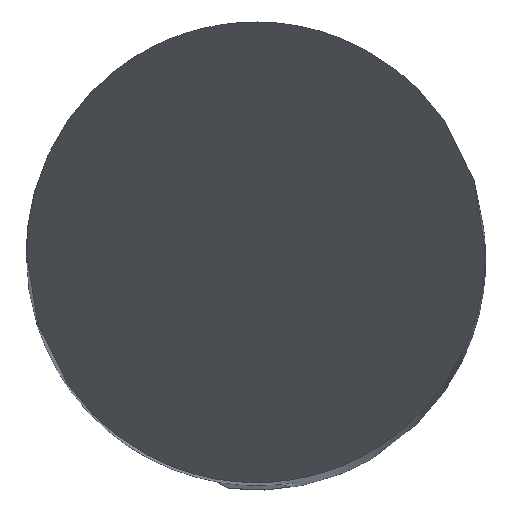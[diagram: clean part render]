
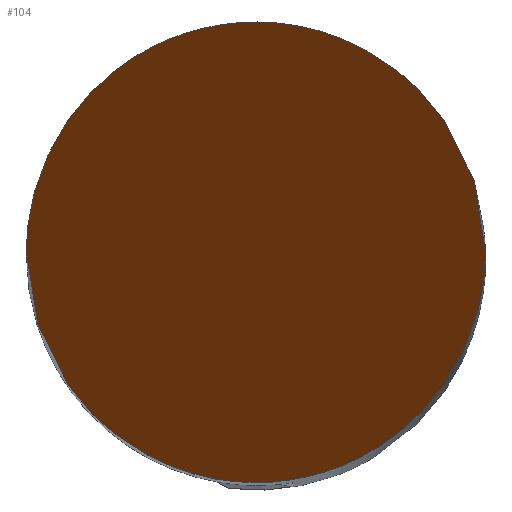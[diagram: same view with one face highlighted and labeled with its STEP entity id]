
A CAD part, top view. The second image highlights one B-rep face of the part: STEP entity #104.
In plain terms, the highlighted planar face has unit normal (0, -0.866, 0.5).
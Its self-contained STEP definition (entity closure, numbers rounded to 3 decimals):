
#54=PLANE('',#500);
#104=ADVANCED_FACE('',(#132),#54,.T.);
#132=FACE_OUTER_BOUND('',#157,.T.);
#157=EDGE_LOOP('',(#261,#262));
#261=ORIENTED_EDGE('',*,*,#402,.T.);
#262=ORIENTED_EDGE('',*,*,#365,.T.);
#325=VERTEX_POINT('',#674);
#326=VERTEX_POINT('',#675);
#365=EDGE_CURVE('',#325,#326,#443,.T.);
#402=EDGE_CURVE('',#326,#325,#449,.T.);
#443=(
BOUNDED_CURVE()
B_SPLINE_CURVE(3,(#670,#671,#672,#673),.UNSPECIFIED.,.F.,.F.)
B_SPLINE_CURVE_WITH_KNOTS((4,4),(0.,1.),.UNSPECIFIED.)
CURVE()
GEOMETRIC_REPRESENTATION_ITEM()
RATIONAL_B_SPLINE_CURVE((1.,0.333,0.333,1.))
REPRESENTATION_ITEM('')
);
#449=(
BOUNDED_CURVE()
B_SPLINE_CURVE(3,(#900,#901,#902,#903),.UNSPECIFIED.,.F.,.F.)
B_SPLINE_CURVE_WITH_KNOTS((4,4),(0.,1.),.UNSPECIFIED.)
CURVE()
GEOMETRIC_REPRESENTATION_ITEM()
RATIONAL_B_SPLINE_CURVE((1.,0.333,0.333,1.))
REPRESENTATION_ITEM('')
);
#500=AXIS2_PLACEMENT_3D('',#937,#558,#559);
#558=DIRECTION('',(0.,-0.866,0.5));
#559=DIRECTION('',(0.,0.5,0.866));
#670=CARTESIAN_POINT('',(2.5,0.,0.));
#671=CARTESIAN_POINT('',(2.5,5.,8.66));
#672=CARTESIAN_POINT('',(-2.5,5.,8.66));
#673=CARTESIAN_POINT('',(-2.5,0.,0.));
#674=CARTESIAN_POINT('',(2.5,0.,0.));
#675=CARTESIAN_POINT('',(-2.5,0.,0.));
#900=CARTESIAN_POINT('',(-2.5,0.,0.));
#901=CARTESIAN_POINT('',(-2.5,-5.,-8.66));
#902=CARTESIAN_POINT('',(2.5,-5.,-8.66));
#903=CARTESIAN_POINT('',(2.5,0.,0.));
#937=CARTESIAN_POINT('',(-74.402,2.5,4.33));
